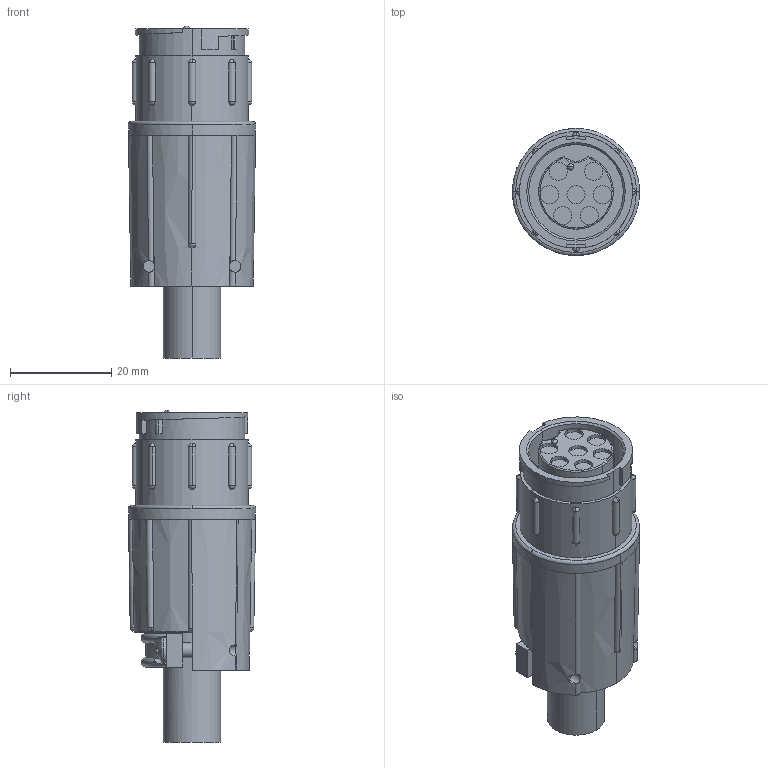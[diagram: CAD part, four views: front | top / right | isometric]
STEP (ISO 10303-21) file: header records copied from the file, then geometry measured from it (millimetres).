
FILE_DESCRIPTION (( 'STEP AP203' ), '1' );
FILE_NAME ('15180-7SG-321.STEP', '2014-03-26T16:29:18', ( '' ), ( '' ), 'SwSTEP 2.0', 'SolidWorks 2014', '' );
FILE_SCHEMA (( 'CONFIG_CONTROL_DESIGN' ));
Length unit declared in the file: inch
Products named in the file (1): 15180-7SG-321
Bounding box: 25.1 x 25.1 x 65.48 mm (x, y, z)
Volume: 20646.9 mm3; surface area: 7260.7 mm2
Topology: 1 solids, 1 shells, 256 faces, 699 edges, 434 vertices
Faces by surface type: plane 106, cylinder 79, bspline 61, cone 10
Entity records: 9379 total; most frequent: CARTESIAN_POINT 3447, ORIENTED_EDGE 1338, DIRECTION 1110, EDGE_CURVE 669, AXIS2_PLACEMENT_3D 438, VERTEX_POINT 434, EDGE_LOOP 279, FACE_OUTER_BOUND 256
